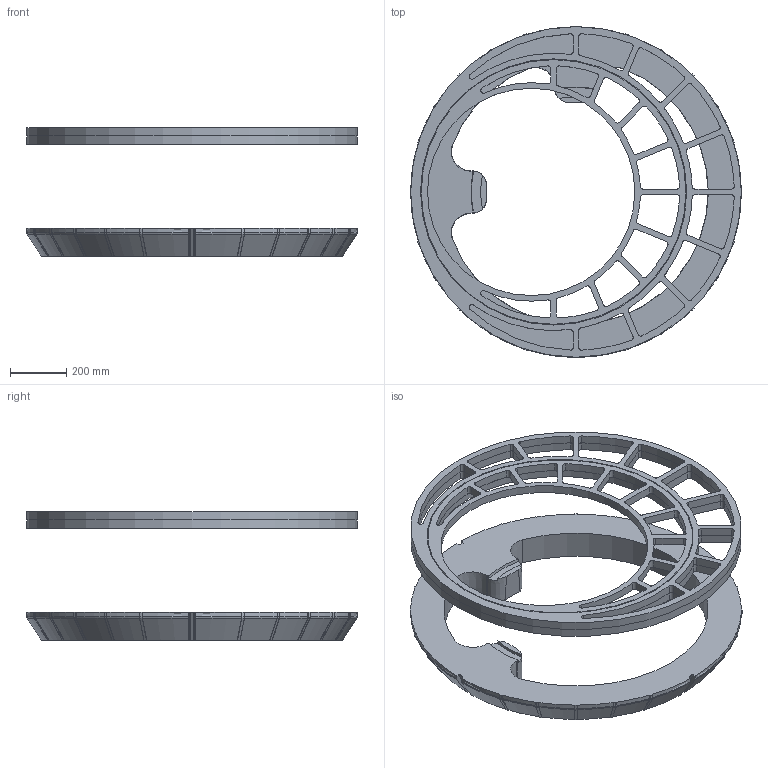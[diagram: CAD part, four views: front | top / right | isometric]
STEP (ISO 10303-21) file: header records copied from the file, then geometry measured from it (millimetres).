
FILE_DESCRIPTION(/* description */ (''),/* implementation_level */ '2;1');
FILE_NAME(/* name */ '20428.070X_3D.stp',/* time_stamp */ '2024-12-12T08:12:33+01:00',/* author */ ('CAD'),/* organization */ (''),/* preprocessor_version */ 'ST-DEVELOPER v20',/* originating_system */ 'AutoCAD Mechanical',/* authorisation */ '');
FILE_SCHEMA (('AUTOMOTIVE_DESIGN { 1 0 10303 214 3 1 1 }'));
Length unit declared in the file: centimetre
Products named in the file (2): Product; *S0
Assembly tree (1 placements, depth 2):
  Product
    *S0
Bounding box: 1180 x 1180 x 460 mm (x, y, z)
Volume: 52397130 mm3; surface area: 3627411.2 mm2
Topology: 4 solids, 4 shells, 458 faces, 1351 edges, 902 vertices
Faces by surface type: cylinder 226, plane 160, cone 40, torus 24, bspline 8
Full cylindrical faces by diameter (mm): 740 x1, 910 x1, 945 x1, 950 x1, 1180 x2
Entity records: 16208 total; most frequent: CARTESIAN_POINT 3466, DIRECTION 2705, ORIENTED_EDGE 2700, EDGE_CURVE 1350, AXIS2_PLACEMENT_3D 1001, VERTEX_POINT 900, LINE 703, VECTOR 703
